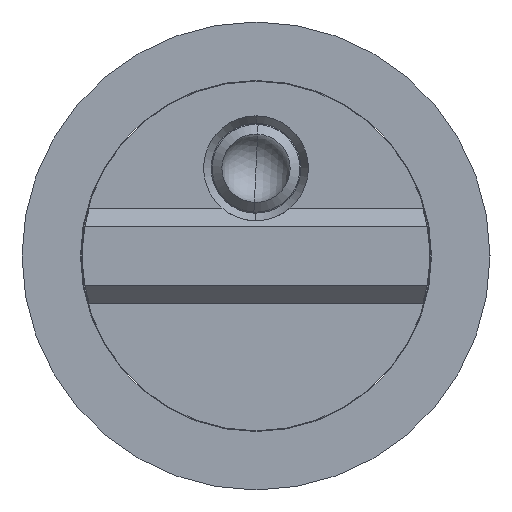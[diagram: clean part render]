
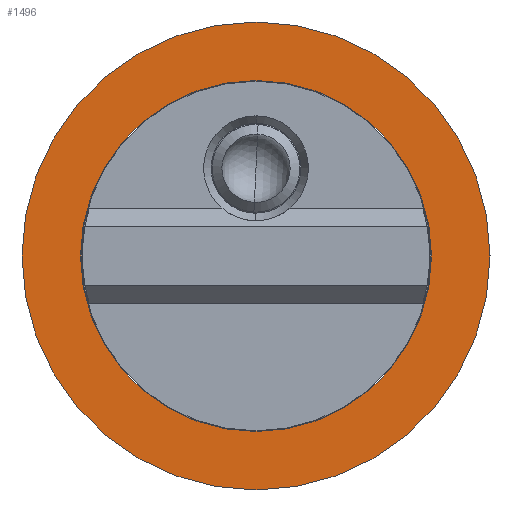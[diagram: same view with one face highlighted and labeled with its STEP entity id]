
A CAD part, left-side view. The second image highlights one B-rep face of the part: STEP entity #1496.
In plain terms, the highlighted planar face has unit normal (-1, 0, 0).
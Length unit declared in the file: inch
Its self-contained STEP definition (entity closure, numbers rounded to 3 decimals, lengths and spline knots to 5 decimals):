
#92 = DIRECTION ( 'NONE',  ( 1., 0., 0. ) ) ;
#182 = VERTEX_POINT ( 'NONE', #2223 ) ;
#245 = CARTESIAN_POINT ( 'NONE',  ( -1.75, 0., 0. ) ) ;
#361 = DIRECTION ( 'NONE',  ( 0., 0., -1. ) ) ;
#362 = DIRECTION ( 'NONE',  ( 0., 0., -1. ) ) ;
#408 = EDGE_CURVE ( 'NONE', #3551, #182, #3366, .T. ) ;
#429 = CIRCLE ( 'NONE', #3817, 0.375 ) ;
#585 = DIRECTION ( 'NONE',  ( 1., 0., 0. ) ) ;
#1005 = EDGE_CURVE ( 'NONE', #2968, #1150, #3897, .T. ) ;
#1028 = DIRECTION ( 'NONE',  ( 0., 0., -1. ) ) ;
#1049 = DIRECTION ( 'NONE',  ( 0., 0., -1. ) ) ;
#1150 = VERTEX_POINT ( 'NONE', #1563 ) ;
#1360 = EDGE_CURVE ( 'NONE', #182, #3551, #429, .T. ) ;
#1409 = ORIENTED_EDGE ( 'NONE', *, *, #1360, .T. ) ;
#1434 = AXIS2_PLACEMENT_3D ( 'NONE', #4520, #4240, #362 ) ;
#1496 = ADVANCED_FACE ( 'NONE', ( #4626, #4455 ), #1857, .F. ) ;
#1563 = CARTESIAN_POINT ( 'NONE',  ( -1.75, 0., 0.5 ) ) ;
#1576 = DIRECTION ( 'NONE',  ( 0., 0., -1. ) ) ;
#1624 = AXIS2_PLACEMENT_3D ( 'NONE', #245, #2410, #1049 ) ;
#1640 = CIRCLE ( 'NONE', #3530, 0.5 ) ;
#1727 = ORIENTED_EDGE ( 'NONE', *, *, #1005, .F. ) ;
#1857 = PLANE ( 'NONE',  #1624 ) ;
#2086 = DIRECTION ( 'NONE',  ( 1., 0., 0. ) ) ;
#2223 = CARTESIAN_POINT ( 'NONE',  ( -1.75, 0., 0.375 ) ) ;
#2224 = EDGE_LOOP ( 'NONE', ( #1409, #4171 ) ) ;
#2256 = EDGE_LOOP ( 'NONE', ( #4270, #1727 ) ) ;
#2410 = DIRECTION ( 'NONE',  ( 1., 0., 0. ) ) ;
#2968 = VERTEX_POINT ( 'NONE', #4154 ) ;
#3019 = AXIS2_PLACEMENT_3D ( 'NONE', #3402, #585, #1576 ) ;
#3192 = EDGE_CURVE ( 'NONE', #1150, #2968, #1640, .T. ) ;
#3366 = CIRCLE ( 'NONE', #1434, 0.375 ) ;
#3402 = CARTESIAN_POINT ( 'NONE',  ( -1.75, 0., 0. ) ) ;
#3530 = AXIS2_PLACEMENT_3D ( 'NONE', #3949, #2086, #361 ) ;
#3543 = CARTESIAN_POINT ( 'NONE',  ( -1.75, 0., 0. ) ) ;
#3551 = VERTEX_POINT ( 'NONE', #3962 ) ;
#3817 = AXIS2_PLACEMENT_3D ( 'NONE', #3543, #92, #1028 ) ;
#3897 = CIRCLE ( 'NONE', #3019, 0.5 ) ;
#3949 = CARTESIAN_POINT ( 'NONE',  ( -1.75, 0., 0. ) ) ;
#3962 = CARTESIAN_POINT ( 'NONE',  ( -1.75, 0., -0.375 ) ) ;
#4154 = CARTESIAN_POINT ( 'NONE',  ( -1.75, 0., -0.5 ) ) ;
#4171 = ORIENTED_EDGE ( 'NONE', *, *, #408, .T. ) ;
#4240 = DIRECTION ( 'NONE',  ( 1., 0., 0. ) ) ;
#4270 = ORIENTED_EDGE ( 'NONE', *, *, #3192, .F. ) ;
#4455 = FACE_BOUND ( 'NONE', #2224, .T. ) ;
#4520 = CARTESIAN_POINT ( 'NONE',  ( -1.75, 0., 0. ) ) ;
#4626 = FACE_OUTER_BOUND ( 'NONE', #2256, .T. ) ;
